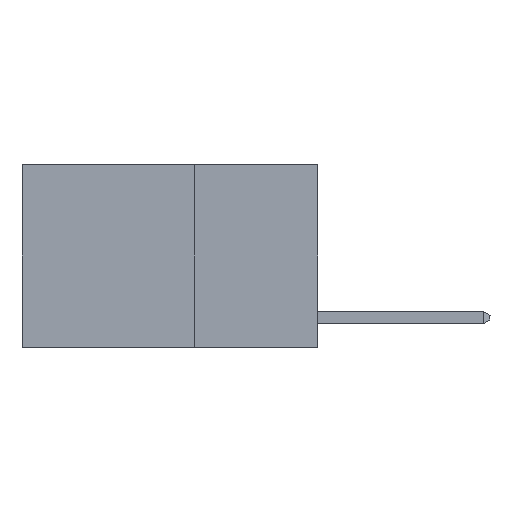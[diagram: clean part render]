
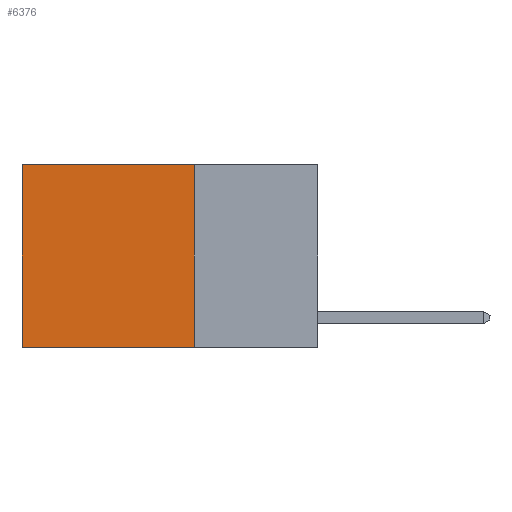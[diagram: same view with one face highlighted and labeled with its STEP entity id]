
A CAD part, left-side view. The second image highlights one B-rep face of the part: STEP entity #6376.
In plain terms, the highlighted planar face has unit normal (-1, 0, 0).
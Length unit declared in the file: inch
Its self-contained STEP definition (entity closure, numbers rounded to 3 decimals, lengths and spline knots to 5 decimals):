
#405 = CARTESIAN_POINT ( 'NONE',  ( 0.2625, 0.25, 0. ) ) ;
#1307 = PLANE ( 'NONE',  #4527 ) ;
#1409 = DIRECTION ( 'NONE',  ( 1., 0., 0. ) ) ;
#1512 = EDGE_CURVE ( 'NONE', #15254, #6971, #19968, .T. ) ;
#2515 = CARTESIAN_POINT ( 'NONE',  ( 0.2625, 0.6, -0.37 ) ) ;
#2919 = DIRECTION ( 'NONE',  ( 0., 0., -1. ) ) ;
#4294 = DIRECTION ( 'NONE',  ( 0., 0., -1. ) ) ;
#4527 = AXIS2_PLACEMENT_3D ( 'NONE', #4772, #1409, #10039 ) ;
#4665 = ORIENTED_EDGE ( 'NONE', *, *, #10997, .F. ) ;
#4772 = CARTESIAN_POINT ( 'NONE',  ( 0.2625, 0.25, 0. ) ) ;
#6265 = CARTESIAN_POINT ( 'NONE',  ( 0.2625, 0.6, 0. ) ) ;
#6376 = ADVANCED_FACE ( 'NONE', ( #20871 ), #1307, .F. ) ;
#6493 = DIRECTION ( 'NONE',  ( 0., 1., 0. ) ) ;
#6971 = VERTEX_POINT ( 'NONE', #2515 ) ;
#8042 = CARTESIAN_POINT ( 'NONE',  ( 0.2625, 0.6, 0. ) ) ;
#10039 = DIRECTION ( 'NONE',  ( 0., 0., -1. ) ) ;
#10125 = VECTOR ( 'NONE', #4294, 39.37008 ) ;
#10188 = VECTOR ( 'NONE', #6493, 39.37008 ) ;
#10191 = EDGE_CURVE ( 'NONE', #18106, #6971, #12418, .T. ) ;
#10997 = EDGE_CURVE ( 'NONE', #14162, #18106, #22208, .T. ) ;
#11351 = VECTOR ( 'NONE', #20733, 39.37008 ) ;
#12418 = LINE ( 'NONE', #22471, #11351 ) ;
#13378 = LINE ( 'NONE', #16928, #10188 ) ;
#14162 = VERTEX_POINT ( 'NONE', #405 ) ;
#14494 = ORIENTED_EDGE ( 'NONE', *, *, #22221, .T. ) ;
#14532 = EDGE_LOOP ( 'NONE', ( #21494, #20277, #4665, #14494 ) ) ;
#15254 = VERTEX_POINT ( 'NONE', #8042 ) ;
#16678 = VECTOR ( 'NONE', #2919, 39.37008 ) ;
#16928 = CARTESIAN_POINT ( 'NONE',  ( 0.2625, 0.25, 0. ) ) ;
#18106 = VERTEX_POINT ( 'NONE', #19066 ) ;
#19066 = CARTESIAN_POINT ( 'NONE',  ( 0.2625, 0.25, -0.37 ) ) ;
#19963 = CARTESIAN_POINT ( 'NONE',  ( 0.2625, 0.25, 0. ) ) ;
#19968 = LINE ( 'NONE', #6265, #16678 ) ;
#20277 = ORIENTED_EDGE ( 'NONE', *, *, #10191, .F. ) ;
#20733 = DIRECTION ( 'NONE',  ( 0., 1., 0. ) ) ;
#20871 = FACE_OUTER_BOUND ( 'NONE', #14532, .T. ) ;
#21494 = ORIENTED_EDGE ( 'NONE', *, *, #1512, .T. ) ;
#22208 = LINE ( 'NONE', #19963, #10125 ) ;
#22221 = EDGE_CURVE ( 'NONE', #14162, #15254, #13378, .T. ) ;
#22471 = CARTESIAN_POINT ( 'NONE',  ( 0.2625, 0.25, -0.37 ) ) ;
